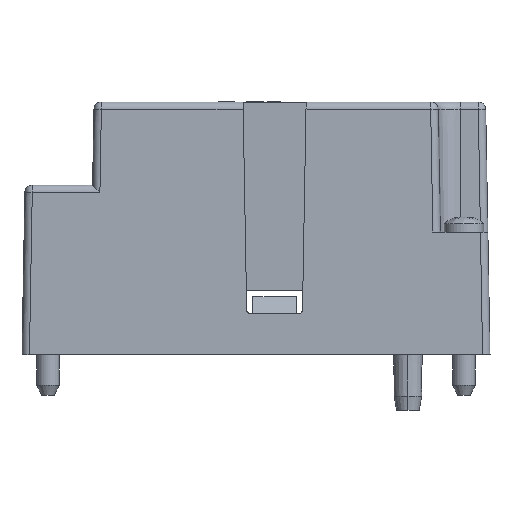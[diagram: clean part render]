
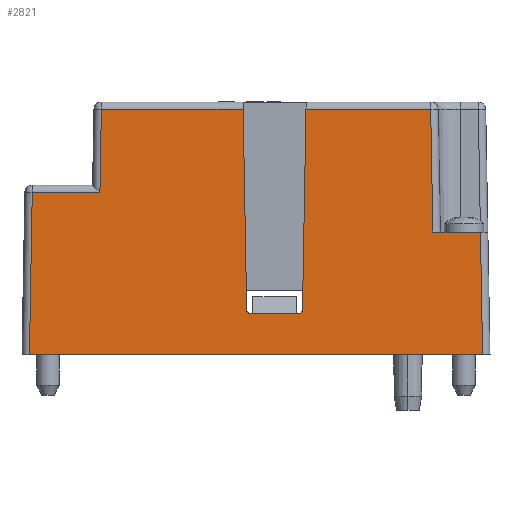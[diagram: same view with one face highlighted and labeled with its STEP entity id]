
A CAD part, left-side view. The second image highlights one B-rep face of the part: STEP entity #2821.
In plain terms, the highlighted planar face has unit normal (-1, 0, 0.018).
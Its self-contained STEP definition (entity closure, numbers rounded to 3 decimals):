
#2821=ADVANCED_FACE('',(#6918),#6919,.T.);
#6918=FACE_OUTER_BOUND('',#12306,.T.);
#6919=PLANE('',#12307);
#12306=EDGE_LOOP('',(#22338,#22339,#22340,#22341,#22342,#22343,#22344,#22345,#22346,#22347,#22348,#22349,#22350,#22351));
#12307=AXIS2_PLACEMENT_3D('',#22352,#22353,#22354);
#22338=ORIENTED_EDGE('',*,*,#36097,.T.);
#22339=ORIENTED_EDGE('',*,*,#36098,.T.);
#22340=ORIENTED_EDGE('',*,*,#35817,.F.);
#22341=ORIENTED_EDGE('',*,*,#36099,.T.);
#22342=ORIENTED_EDGE('',*,*,#33570,.F.);
#22343=ORIENTED_EDGE('',*,*,#36100,.T.);
#22344=ORIENTED_EDGE('',*,*,#36101,.T.);
#22345=ORIENTED_EDGE('',*,*,#36102,.F.);
#22346=ORIENTED_EDGE('',*,*,#36103,.T.);
#22347=ORIENTED_EDGE('',*,*,#36104,.T.);
#22348=ORIENTED_EDGE('',*,*,#36105,.T.);
#22349=ORIENTED_EDGE('',*,*,#36106,.T.);
#22350=ORIENTED_EDGE('',*,*,#36107,.T.);
#22351=ORIENTED_EDGE('',*,*,#36108,.T.);
#22352=CARTESIAN_POINT('',(0.0,0.775,7.5));
#22353=DIRECTION('',(-1.,0.,0.017));
#22354=DIRECTION('',(-0.017,0.0,-1.));
#33570=EDGE_CURVE('',#39904,#39905,#39906,.T.);
#35817=EDGE_CURVE('',#43465,#43466,#43467,.T.);
#36097=EDGE_CURVE('',#43962,#43963,#43964,.T.);
#36098=EDGE_CURVE('',#43963,#43466,#43965,.T.);
#36099=EDGE_CURVE('',#43465,#39905,#43966,.T.);
#36100=EDGE_CURVE('',#39904,#43967,#43968,.T.);
#36101=EDGE_CURVE('',#43967,#43969,#43970,.T.);
#36102=EDGE_CURVE('',#43971,#43969,#43972,.T.);
#36103=EDGE_CURVE('',#43971,#43973,#43974,.T.);
#36104=EDGE_CURVE('',#43973,#43975,#43976,.T.);
#36105=EDGE_CURVE('',#43975,#43977,#43978,.T.);
#36106=EDGE_CURVE('',#43977,#43979,#43980,.T.);
#36107=EDGE_CURVE('',#43979,#43981,#43982,.T.);
#36108=EDGE_CURVE('',#43981,#43962,#43983,.T.);
#39904=VERTEX_POINT('',#49110);
#39905=VERTEX_POINT('',#49111);
#39906=LINE('',#49112,#49113);
#43465=VERTEX_POINT('',#54770);
#43466=VERTEX_POINT('',#54771);
#43467=LINE('',#54772,#54773);
#43962=VERTEX_POINT('',#55472);
#43963=VERTEX_POINT('',#55473);
#43964=LINE('',#55474,#55475);
#43965=LINE('',#55476,#55477);
#43966=LINE('',#55478,#55479);
#43967=VERTEX_POINT('',#55480);
#43968=LINE('',#55481,#55482);
#43969=VERTEX_POINT('',#55483);
#43970=LINE('',#55484,#55485);
#43971=VERTEX_POINT('',#55486);
#43972=LINE('',#55487,#55488);
#43973=VERTEX_POINT('',#55489);
#43974=ELLIPSE('',#55490,0.5,0.5);
#43975=VERTEX_POINT('',#55491);
#43976=LINE('',#55492,#55493);
#43977=VERTEX_POINT('',#55494);
#43978=ELLIPSE('',#55495,0.5,0.5);
#43979=VERTEX_POINT('',#55496);
#43980=LINE('',#55497,#55498);
#43981=VERTEX_POINT('',#55499);
#43982=LINE('',#55500,#55501);
#43983=LINE('',#55502,#55503);
#49110=CARTESIAN_POINT('',(0.288,7.694,24.));
#49111=CARTESIAN_POINT('',(0.288,1.288,24.));
#49112=CARTESIAN_POINT('',(0.288,4.,24.));
#49113=VECTOR('',#63759,1.0);
#54770=CARTESIAN_POINT('',(0.0,1.,7.5));
#54771=CARTESIAN_POINT('',(0.0,62.,7.5));
#54772=CARTESIAN_POINT('',(0.0,63.,7.5));
#54773=VECTOR('',#66033,1.0);
#55472=CARTESIAN_POINT('',(0.381,52.513,29.317));
#55473=CARTESIAN_POINT('',(0.381,61.619,29.317));
#55474=CARTESIAN_POINT('',(0.381,62.602,29.317));
#55475=VECTOR('',#66397,1.0);
#55476=CARTESIAN_POINT('',(0.019,61.982,8.568));
#55477=VECTOR('',#66398,1.0);
#55478=CARTESIAN_POINT('',(0.,1.,7.496));
#55479=VECTOR('',#66399,1.0);
#55480=CARTESIAN_POINT('',(0.576,7.983,40.517));
#55481=CARTESIAN_POINT('',(0.593,8.,41.483));
#55482=VECTOR('',#66400,1.0);
#55483=CARTESIAN_POINT('',(0.576,24.77,40.517));
#55484=CARTESIAN_POINT('',(0.576,24.753,40.517));
#55485=VECTOR('',#66401,1.0);
#55486=CARTESIAN_POINT('',(0.105,25.241,13.491));
#55487=CARTESIAN_POINT('',(0.096,25.25,13.013));
#55488=VECTOR('',#66402,1.0);
#55489=CARTESIAN_POINT('',(0.096,25.741,13.));
#55490=AXIS2_PLACEMENT_3D('',#66403,#66404,#66405);
#55491=CARTESIAN_POINT('',(0.096,32.259,13.));
#55492=CARTESIAN_POINT('',(0.096,32.75,13.));
#55493=VECTOR('',#66406,1.0);
#55494=CARTESIAN_POINT('',(0.105,32.759,13.491));
#55495=AXIS2_PLACEMENT_3D('',#66407,#66408,#66409);
#55496=CARTESIAN_POINT('',(0.576,33.23,40.517));
#55497=CARTESIAN_POINT('',(-0.01,32.644,6.944));
#55498=VECTOR('',#66410,1.0);
#55499=CARTESIAN_POINT('',(0.576,52.317,40.517));
#55500=CARTESIAN_POINT('',(0.576,53.3,40.517));
#55501=VECTOR('',#66411,1.0);
#55502=CARTESIAN_POINT('',(0.016,52.878,8.409));
#55503=VECTOR('',#66412,1.0);
#63759=DIRECTION('',(0.,-1.0,-0.0));
#66033=DIRECTION('',(0.,1.0,0.0));
#66397=DIRECTION('',(0.,1.0,0.0));
#66398=DIRECTION('',(-0.017,0.017,-1.));
#66399=DIRECTION('',(0.017,0.017,1.));
#66400=DIRECTION('',(0.017,0.017,1.));
#66401=DIRECTION('',(0.,1.0,0.0));
#66402=DIRECTION('',(0.017,-0.017,1.));
#66403=CARTESIAN_POINT('',(0.105,25.741,13.5));
#66404=DIRECTION('',(1.,0.,-0.017));
#66405=DIRECTION('',(-0.017,0.,-1.));
#66406=DIRECTION('',(0.,1.0,0.0));
#66407=CARTESIAN_POINT('',(0.105,32.259,13.5));
#66408=DIRECTION('',(1.,0.,-0.017));
#66409=DIRECTION('',(0.017,0.,1.));
#66410=DIRECTION('',(0.017,0.017,1.));
#66411=DIRECTION('',(0.,1.0,0.0));
#66412=DIRECTION('',(-0.017,0.017,-1.));
